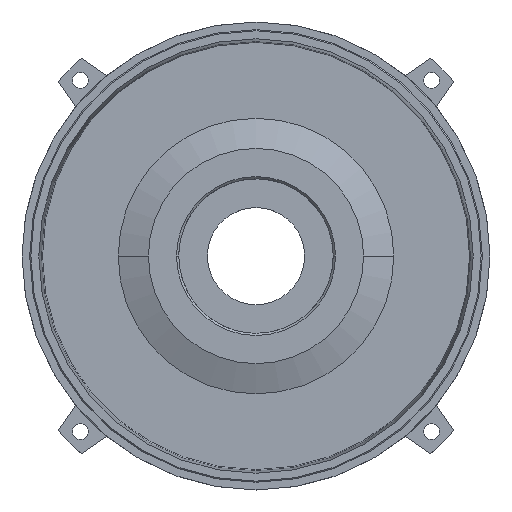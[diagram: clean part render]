
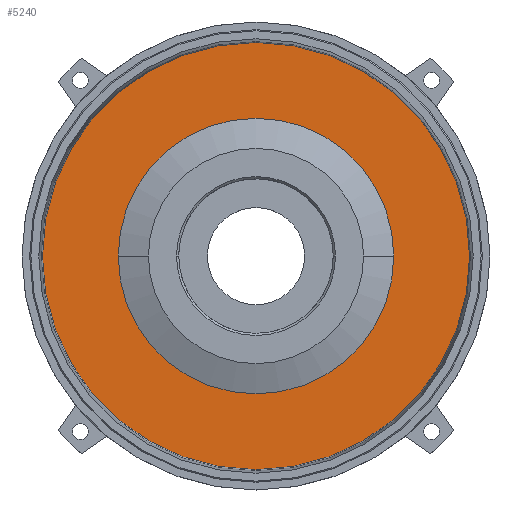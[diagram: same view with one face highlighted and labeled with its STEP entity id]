
A CAD part, top view. The second image highlights one B-rep face of the part: STEP entity #5240.
In plain terms, the highlighted planar face has unit normal (0, 0, 1).
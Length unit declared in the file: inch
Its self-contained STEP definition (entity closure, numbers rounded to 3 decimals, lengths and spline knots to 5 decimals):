
#132 = EDGE_CURVE ( 'NONE', #2463, #6592, #3235, .T. ) ;
#488 = DIRECTION ( 'NONE',  ( 0., 0., -1. ) ) ;
#804 = AXIS2_PLACEMENT_3D ( 'NONE', #4905, #3120, #7166 ) ;
#899 = VERTEX_POINT ( 'NONE', #9029 ) ;
#1103 = AXIS2_PLACEMENT_3D ( 'NONE', #4999, #5839, #3399 ) ;
#1485 = VERTEX_POINT ( 'NONE', #3173 ) ;
#1684 = PLANE ( 'NONE',  #1103 ) ;
#1726 = CIRCLE ( 'NONE', #8807, 4.91489 ) ;
#1732 = EDGE_CURVE ( 'NONE', #1485, #899, #3704, .T. ) ;
#1769 = AXIS2_PLACEMENT_3D ( 'NONE', #10189, #2040, #2964 ) ;
#1844 = FACE_OUTER_BOUND ( 'NONE', #3935, .T. ) ;
#1980 = CARTESIAN_POINT ( 'NONE',  ( 3.32545, 2.23821, -5.17399 ) ) ;
#2040 = DIRECTION ( 'NONE',  ( 0., 0., -1. ) ) ;
#2463 = VERTEX_POINT ( 'NONE', #9653 ) ;
#2844 = ORIENTED_EDGE ( 'NONE', *, *, #132, .T. ) ;
#2964 = DIRECTION ( 'NONE',  ( -1., 0., 0. ) ) ;
#3120 = DIRECTION ( 'NONE',  ( 0., 0., -1. ) ) ;
#3173 = CARTESIAN_POINT ( 'NONE',  ( 10.94462, 2.23821, -5.17399 ) ) ;
#3230 = CARTESIAN_POINT ( 'NONE',  ( 3.32545, 2.23821, -5.17399 ) ) ;
#3235 = CIRCLE ( 'NONE', #7513, 4.91489 ) ;
#3399 = DIRECTION ( 'NONE',  ( -1., 0., 0. ) ) ;
#3704 = CIRCLE ( 'NONE', #804, 7.61916 ) ;
#3935 = EDGE_LOOP ( 'NONE', ( #5340, #6693 ) ) ;
#4062 = DIRECTION ( 'NONE',  ( 0., 0., -1. ) ) ;
#4874 = DIRECTION ( 'NONE',  ( -1., 0., 0. ) ) ;
#4905 = CARTESIAN_POINT ( 'NONE',  ( 3.32545, 2.23821, -5.17399 ) ) ;
#4999 = CARTESIAN_POINT ( 'NONE',  ( 0., 2.23821, -5.17399 ) ) ;
#5240 = ADVANCED_FACE ( 'NONE', ( #1844, #10336 ), #1684, .F. ) ;
#5340 = ORIENTED_EDGE ( 'NONE', *, *, #1732, .F. ) ;
#5839 = DIRECTION ( 'NONE',  ( 0., 0., -1. ) ) ;
#6592 = VERTEX_POINT ( 'NONE', #8912 ) ;
#6693 = ORIENTED_EDGE ( 'NONE', *, *, #10416, .F. ) ;
#6902 = CIRCLE ( 'NONE', #1769, 7.61916 ) ;
#6927 = DIRECTION ( 'NONE',  ( -1., 0., 0. ) ) ;
#7166 = DIRECTION ( 'NONE',  ( -1., 0., 0. ) ) ;
#7491 = EDGE_CURVE ( 'NONE', #6592, #2463, #1726, .T. ) ;
#7513 = AXIS2_PLACEMENT_3D ( 'NONE', #1980, #488, #6927 ) ;
#8807 = AXIS2_PLACEMENT_3D ( 'NONE', #3230, #4062, #4874 ) ;
#8912 = CARTESIAN_POINT ( 'NONE',  ( 8.24034, 2.23821, -5.17399 ) ) ;
#9013 = EDGE_LOOP ( 'NONE', ( #2844, #10001 ) ) ;
#9029 = CARTESIAN_POINT ( 'NONE',  ( -4.29371, 2.23821, -5.17399 ) ) ;
#9653 = CARTESIAN_POINT ( 'NONE',  ( -1.58943, 2.23821, -5.17399 ) ) ;
#10001 = ORIENTED_EDGE ( 'NONE', *, *, #7491, .T. ) ;
#10189 = CARTESIAN_POINT ( 'NONE',  ( 3.32545, 2.23821, -5.17399 ) ) ;
#10336 = FACE_BOUND ( 'NONE', #9013, .T. ) ;
#10416 = EDGE_CURVE ( 'NONE', #899, #1485, #6902, .T. ) ;
